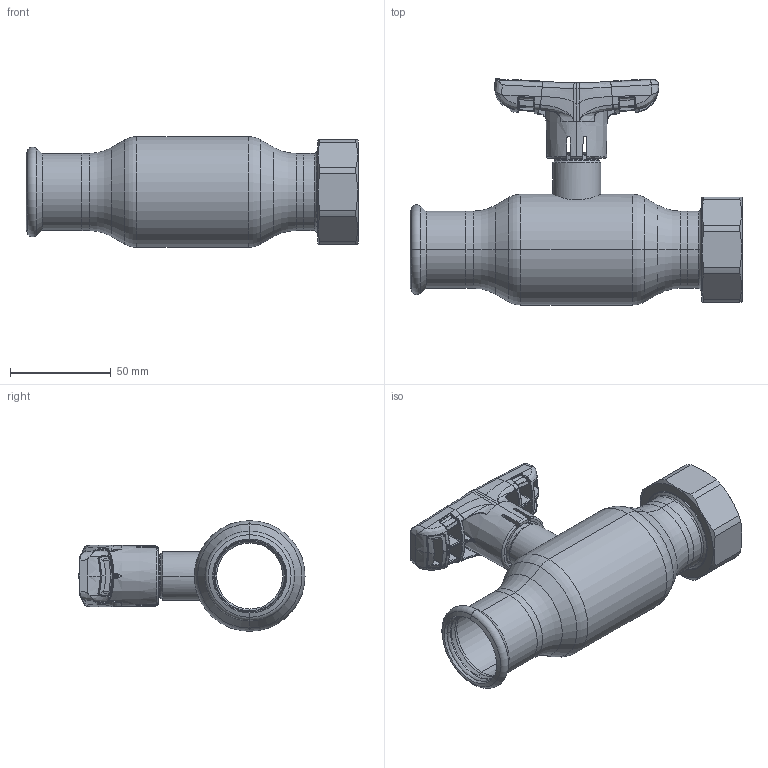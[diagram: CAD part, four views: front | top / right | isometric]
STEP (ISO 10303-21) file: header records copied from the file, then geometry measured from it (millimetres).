
FILE_DESCRIPTION (( 'STEP AP214' ), '1' );
FILE_NAME ('2032001400-0400.step', '2024-01-11T11:05:15', ( '' ), ( '' ), 'SwSTEP 2.0', 'SolidWorks 2021', '' );
FILE_SCHEMA (( 'AUTOMOTIVE_DESIGN' ));
Length unit declared in the file: millimetre
Products named in the file (1): 2032001400-0400
Bounding box: 164.9 x 112.33 x 55 mm (x, y, z)
Surface area: 53542.6 mm2 (no closed solid volume)
Topology: 0 solids, 11 shells, 636 faces, 2045 edges, 1339 vertices
Faces by surface type: bspline 463, cylinder 56, plane 54, cone 36, torus 25, sphere 2
Entity records: 57586 total; most frequent: CARTESIAN_POINT 37284, ORIENTED_EDGE 3408, EDGE_CURVE 2033, DIRECTION 1406, B_SPLINE_CURVE_WITH_KNOTS 1406, VERTEX_POINT 1336, EDGE_LOOP 648, UNCERTAINTY_MEASURE_WITH_UNIT 635
